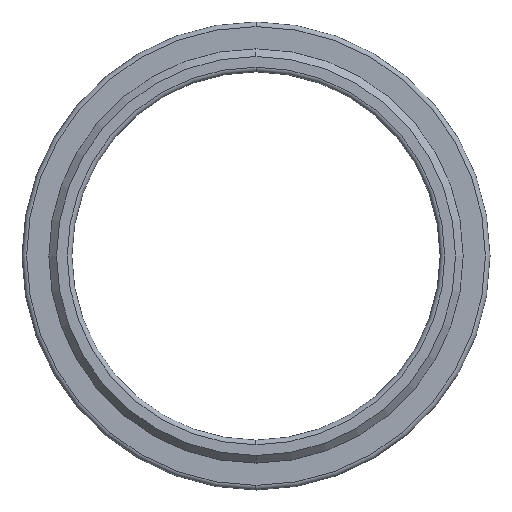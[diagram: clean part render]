
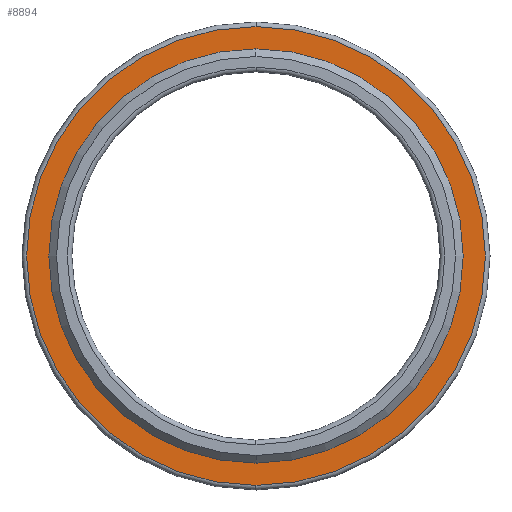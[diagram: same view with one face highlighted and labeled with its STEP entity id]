
A CAD part, left-side view. The second image highlights one B-rep face of the part: STEP entity #8894.
In plain terms, the highlighted planar face has unit normal (-1, 0, 0).
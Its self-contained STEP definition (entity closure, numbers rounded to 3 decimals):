
#109 = DIRECTION ( 'NONE',  ( 0., 0., 1. ) ) ;
#343 = EDGE_CURVE ( 'NONE', #3369, #11368, #5605, .T. ) ;
#397 = AXIS2_PLACEMENT_3D ( 'NONE', #7470, #4720, #3154 ) ;
#558 = EDGE_CURVE ( 'NONE', #4278, #1833, #10385, .T. ) ;
#656 = CARTESIAN_POINT ( 'NONE',  ( -4.3, 15.25, 0. ) ) ;
#690 = DIRECTION ( 'NONE',  ( 0., 0., 1. ) ) ;
#1057 = AXIS2_PLACEMENT_3D ( 'NONE', #2548, #9573, #109 ) ;
#1314 = EDGE_LOOP ( 'NONE', ( #3458, #7807 ) ) ;
#1833 = VERTEX_POINT ( 'NONE', #7829 ) ;
#1834 = ORIENTED_EDGE ( 'NONE', *, *, #558, .T. ) ;
#1979 = EDGE_LOOP ( 'NONE', ( #1834, #5840 ) ) ;
#2053 = CIRCLE ( 'NONE', #397, 13.1 ) ;
#2548 = CARTESIAN_POINT ( 'NONE',  ( -4.3, 0., 0. ) ) ;
#3154 = DIRECTION ( 'NONE',  ( 0., 0., -1. ) ) ;
#3237 = DIRECTION ( 'NONE',  ( -1., 0., 0. ) ) ;
#3257 = PLANE ( 'NONE',  #5859 ) ;
#3369 = VERTEX_POINT ( 'NONE', #4894 ) ;
#3371 = FACE_BOUND ( 'NONE', #1979, .T. ) ;
#3458 = ORIENTED_EDGE ( 'NONE', *, *, #343, .T. ) ;
#4089 = CARTESIAN_POINT ( 'NONE',  ( -4.3, 0., -13.1 ) ) ;
#4181 = DIRECTION ( 'NONE',  ( 0., 0., 1. ) ) ;
#4278 = VERTEX_POINT ( 'NONE', #4089 ) ;
#4302 = EDGE_CURVE ( 'NONE', #1833, #4278, #2053, .T. ) ;
#4720 = DIRECTION ( 'NONE',  ( 1., 0., 0. ) ) ;
#4874 = DIRECTION ( 'NONE',  ( -1., 0., 0. ) ) ;
#4894 = CARTESIAN_POINT ( 'NONE',  ( -4.3, 0., 14.95 ) ) ;
#5431 = AXIS2_PLACEMENT_3D ( 'NONE', #10375, #3237, #690 ) ;
#5605 = CIRCLE ( 'NONE', #5431, 14.95 ) ;
#5840 = ORIENTED_EDGE ( 'NONE', *, *, #4302, .T. ) ;
#5859 = AXIS2_PLACEMENT_3D ( 'NONE', #656, #4874, #4181 ) ;
#5968 = FACE_OUTER_BOUND ( 'NONE', #1314, .T. ) ;
#6449 = CARTESIAN_POINT ( 'NONE',  ( -4.3, 0., 0. ) ) ;
#7304 = DIRECTION ( 'NONE',  ( 1., 0., 0. ) ) ;
#7470 = CARTESIAN_POINT ( 'NONE',  ( -4.3, 0., 0. ) ) ;
#7807 = ORIENTED_EDGE ( 'NONE', *, *, #9360, .T. ) ;
#7829 = CARTESIAN_POINT ( 'NONE',  ( -4.3, 0., 13.1 ) ) ;
#7978 = AXIS2_PLACEMENT_3D ( 'NONE', #6449, #7304, #10943 ) ;
#8894 = ADVANCED_FACE ( 'NONE', ( #3371, #5968 ), #3257, .T. ) ;
#9160 = CARTESIAN_POINT ( 'NONE',  ( -4.3, 0., -14.95 ) ) ;
#9360 = EDGE_CURVE ( 'NONE', #11368, #3369, #11006, .T. ) ;
#9573 = DIRECTION ( 'NONE',  ( -1., 0., 0. ) ) ;
#10375 = CARTESIAN_POINT ( 'NONE',  ( -4.3, 0., 0. ) ) ;
#10385 = CIRCLE ( 'NONE', #7978, 13.1 ) ;
#10943 = DIRECTION ( 'NONE',  ( 0., 0., -1. ) ) ;
#11006 = CIRCLE ( 'NONE', #1057, 14.95 ) ;
#11368 = VERTEX_POINT ( 'NONE', #9160 ) ;
